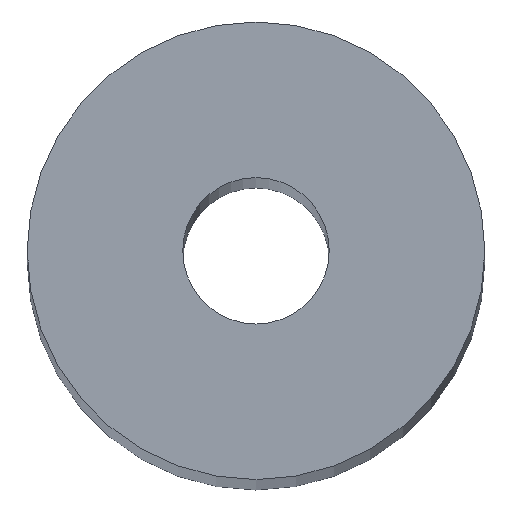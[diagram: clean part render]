
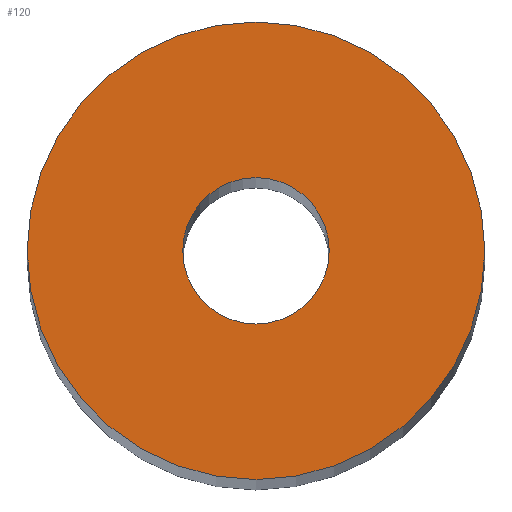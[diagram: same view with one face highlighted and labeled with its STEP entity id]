
A CAD part, top view. The second image highlights one B-rep face of the part: STEP entity #120.
In plain terms, the highlighted planar face has unit normal (0, 0, 1).
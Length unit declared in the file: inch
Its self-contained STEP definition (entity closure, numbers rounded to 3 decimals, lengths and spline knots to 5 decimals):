
#6 = AXIS2_PLACEMENT_3D ( 'NONE', #106, #59, #76 ) ;
#10 = AXIS2_PLACEMENT_3D ( 'NONE', #152, #40, #55 ) ;
#17 = ORIENTED_EDGE ( 'NONE', *, *, #144, .T. ) ;
#24 = PLANE ( 'NONE',  #6 ) ;
#30 = CIRCLE ( 'NONE', #107, 0.08 ) ;
#31 = EDGE_CURVE ( 'NONE', #179, #65, #128, .T. ) ;
#32 = VERTEX_POINT ( 'NONE', #35 ) ;
#35 = CARTESIAN_POINT ( 'NONE',  ( -0.25, 0., 6.5 ) ) ;
#38 = ORIENTED_EDGE ( 'NONE', *, *, #31, .F. ) ;
#40 = DIRECTION ( 'NONE',  ( 0., 0., 1. ) ) ;
#55 = DIRECTION ( 'NONE',  ( 1., 0., 0. ) ) ;
#58 = CARTESIAN_POINT ( 'NONE',  ( 0., 0., 6.5 ) ) ;
#59 = DIRECTION ( 'NONE',  ( 0., 0., 1. ) ) ;
#62 = EDGE_CURVE ( 'NONE', #171, #32, #122, .T. ) ;
#64 = AXIS2_PLACEMENT_3D ( 'NONE', #181, #192, #149 ) ;
#65 = VERTEX_POINT ( 'NONE', #157 ) ;
#66 = EDGE_LOOP ( 'NONE', ( #17, #127 ) ) ;
#76 = DIRECTION ( 'NONE',  ( 1., 0., 0. ) ) ;
#78 = DIRECTION ( 'NONE',  ( 0., 0., 1. ) ) ;
#88 = DIRECTION ( 'NONE',  ( 1., 0., 0. ) ) ;
#89 = FACE_OUTER_BOUND ( 'NONE', #66, .T. ) ;
#90 = CARTESIAN_POINT ( 'NONE',  ( 0.08, 0., 6.5 ) ) ;
#98 = ORIENTED_EDGE ( 'NONE', *, *, #146, .F. ) ;
#101 = AXIS2_PLACEMENT_3D ( 'NONE', #203, #184, #168 ) ;
#106 = CARTESIAN_POINT ( 'NONE',  ( 0., 0., 6.5 ) ) ;
#107 = AXIS2_PLACEMENT_3D ( 'NONE', #58, #78, #88 ) ;
#120 = ADVANCED_FACE ( 'NONE', ( #89, #141 ), #24, .T. ) ;
#122 = CIRCLE ( 'NONE', #10, 0.25 ) ;
#127 = ORIENTED_EDGE ( 'NONE', *, *, #62, .T. ) ;
#128 = CIRCLE ( 'NONE', #64, 0.08 ) ;
#134 = EDGE_LOOP ( 'NONE', ( #98, #38 ) ) ;
#141 = FACE_BOUND ( 'NONE', #134, .T. ) ;
#144 = EDGE_CURVE ( 'NONE', #32, #171, #202, .T. ) ;
#146 = EDGE_CURVE ( 'NONE', #65, #179, #30, .T. ) ;
#149 = DIRECTION ( 'NONE',  ( 1., 0., 0. ) ) ;
#152 = CARTESIAN_POINT ( 'NONE',  ( 0., 0., 6.5 ) ) ;
#157 = CARTESIAN_POINT ( 'NONE',  ( -0.08, 0., 6.5 ) ) ;
#168 = DIRECTION ( 'NONE',  ( 1., 0., 0. ) ) ;
#171 = VERTEX_POINT ( 'NONE', #201 ) ;
#179 = VERTEX_POINT ( 'NONE', #90 ) ;
#181 = CARTESIAN_POINT ( 'NONE',  ( 0., 0., 6.5 ) ) ;
#184 = DIRECTION ( 'NONE',  ( 0., 0., 1. ) ) ;
#192 = DIRECTION ( 'NONE',  ( 0., 0., 1. ) ) ;
#201 = CARTESIAN_POINT ( 'NONE',  ( 0.25, 0., 6.5 ) ) ;
#202 = CIRCLE ( 'NONE', #101, 0.25 ) ;
#203 = CARTESIAN_POINT ( 'NONE',  ( 0., 0., 6.5 ) ) ;
